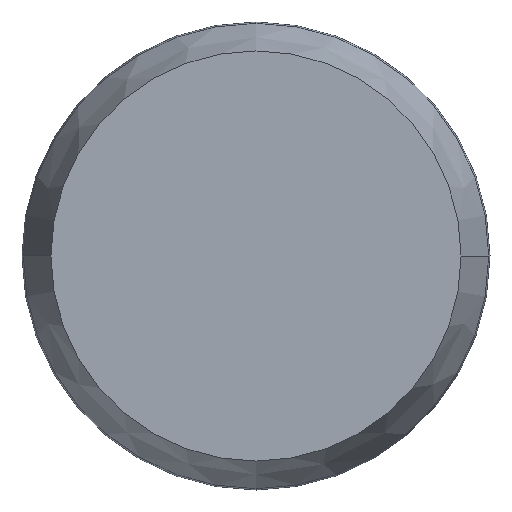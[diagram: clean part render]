
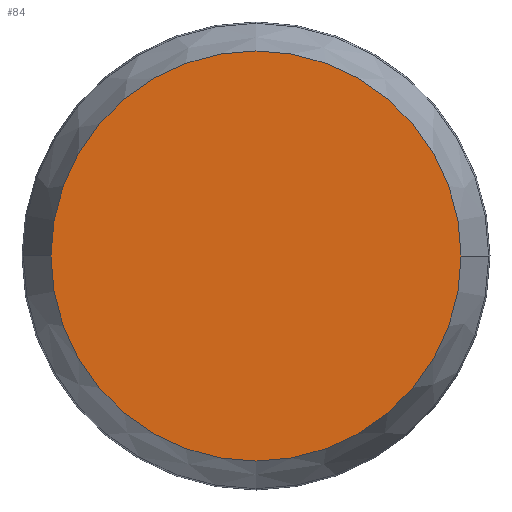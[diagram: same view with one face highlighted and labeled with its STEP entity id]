
A CAD part, front view. The second image highlights one B-rep face of the part: STEP entity #84.
In plain terms, the highlighted planar face has unit normal (0, -1, 0).
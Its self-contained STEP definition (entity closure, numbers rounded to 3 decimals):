
#84 = ADVANCED_FACE( '', ( #111 ), #112, .T. );
#111 = FACE_OUTER_BOUND( '', #146, .T. );
#112 = PLANE( '', #147 );
#146 = EDGE_LOOP( '', ( #234, #235 ) );
#147 = AXIS2_PLACEMENT_3D( '', #236, #237, #238 );
#234 = ORIENTED_EDGE( '', *, *, #323, .F. );
#235 = ORIENTED_EDGE( '', *, *, #325, .F. );
#236 = CARTESIAN_POINT( '', ( 3.5, 0., 0. ) );
#237 = DIRECTION( '', ( 0., -1., 0. ) );
#238 = DIRECTION( '', ( -1., 0., 0. ) );
#323 = EDGE_CURVE( '', #383, #385, #386, .T. );
#325 = EDGE_CURVE( '', #385, #383, #388, .T. );
#383 = VERTEX_POINT( '', #451 );
#385 = VERTEX_POINT( '', #454 );
#386 = CIRCLE( '', #455, 7. );
#388 = CIRCLE( '', #458, 7. );
#451 = CARTESIAN_POINT( '', ( 7., 0., 0. ) );
#454 = CARTESIAN_POINT( '', ( -7., 0., 0. ) );
#455 = AXIS2_PLACEMENT_3D( '', #548, #549, #550 );
#458 = AXIS2_PLACEMENT_3D( '', #552, #553, #554 );
#548 = CARTESIAN_POINT( '', ( 0., 0., 0. ) );
#549 = DIRECTION( '', ( 0., 1., 0. ) );
#550 = DIRECTION( '', ( 1., 0., 0. ) );
#552 = CARTESIAN_POINT( '', ( 0., 0., 0. ) );
#553 = DIRECTION( '', ( 0., 1., 0. ) );
#554 = DIRECTION( '', ( 1., 0., 0. ) );
